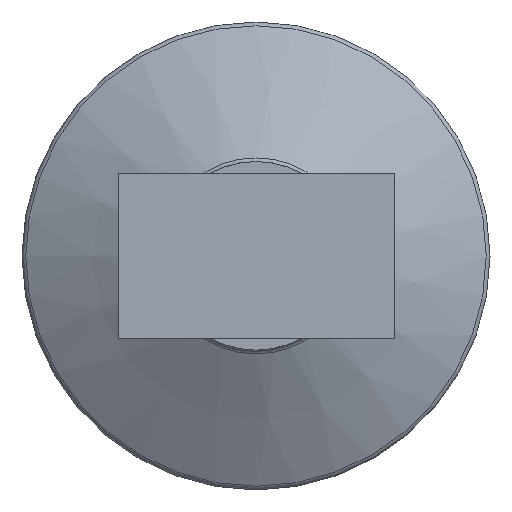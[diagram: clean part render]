
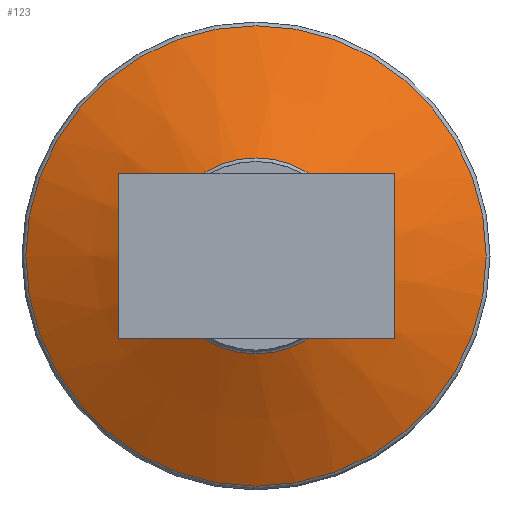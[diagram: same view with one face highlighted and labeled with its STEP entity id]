
A CAD part, top view. The second image highlights one B-rep face of the part: STEP entity #123.
In plain terms, the highlighted conical face has half-angle 62 degrees and reference radius 3.425 mm.
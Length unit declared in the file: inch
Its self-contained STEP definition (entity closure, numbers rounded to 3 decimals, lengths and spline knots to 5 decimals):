
#98=CONICAL_SURFACE('',#417,0.13484,62.);
#106=FACE_BOUND('',#172,.T.);
#107=FACE_BOUND('',#173,.T.);
#123=ADVANCED_FACE('',(#106,#107),#98,.T.);
#172=EDGE_LOOP('',(#214));
#173=EDGE_LOOP('',(#215));
#199=CIRCLE('',#412,0.32925);
#201=CIRCLE('',#416,0.14006);
#214=ORIENTED_EDGE('',*,*,#318,.T.);
#215=ORIENTED_EDGE('',*,*,#316,.F.);
#289=VERTEX_POINT('',#541);
#291=VERTEX_POINT('',#547);
#316=EDGE_CURVE('',#289,#289,#199,.T.);
#318=EDGE_CURVE('',#291,#291,#201,.T.);
#412=AXIS2_PLACEMENT_3D('',#540,#449,#450);
#416=AXIS2_PLACEMENT_3D('',#546,#457,#458);
#417=AXIS2_PLACEMENT_3D('',#548,#459,#460);
#449=DIRECTION('',(0.,0.,-1.));
#450=DIRECTION('',(-1.,0.,0.));
#457=DIRECTION('',(0.,0.,-1.));
#458=DIRECTION('',(1.,0.,0.));
#459=DIRECTION('',(0.,0.,-1.));
#460=DIRECTION('',(-1.,0.,0.));
#540=CARTESIAN_POINT('',(0.,0.,-0.07337));
#541=CARTESIAN_POINT('',(-0.32925,0.,-0.07337));
#546=CARTESIAN_POINT('',(0.,0.,0.02722));
#547=CARTESIAN_POINT('',(0.14006,0.,0.02722));
#548=CARTESIAN_POINT('',(0.,0.,0.03));
